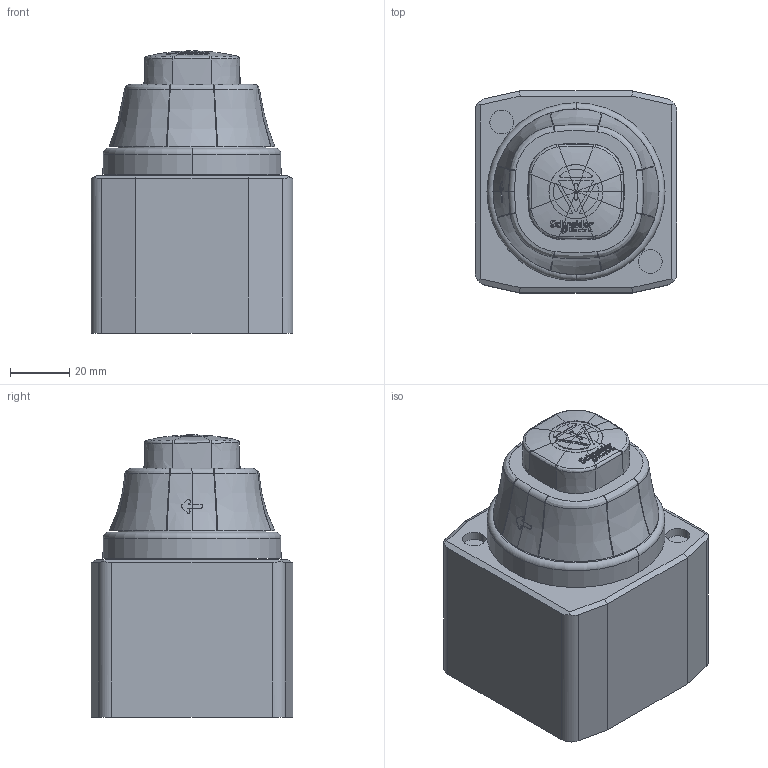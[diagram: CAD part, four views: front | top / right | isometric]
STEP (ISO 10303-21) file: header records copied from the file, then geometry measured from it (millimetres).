
FILE_DESCRIPTION((''),'2;1');
FILE_NAME('XALK84W','2021-09-29T11:19:44',('SESA105692'),('Schneider-Electric'),'CREO PARAMETRIC BY PTC INC, 2019471','CREO PARAMETRIC BY PTC INC, 2019471','');
FILE_SCHEMA(('AP242_MANAGED_MODEL_BASED_3D_ENGINEERING_MIM_LF { 1 0 10303 442 1 1 4 }'));
Products named in the file (1): XALK84W
Bounding box: 68 x 68 x 95.04 mm (x, y, z)
Volume: 315743.1 mm3; surface area: 33313.8 mm2
Topology: 1 solids, 1 shells, 571 faces, 1572 edges, 1026 vertices
Faces by surface type: plane 205, extrusion 130, bspline 126, cylinder 80, torus 16, cone 14
Entity records: 53500 total; most frequent: CARTESIAN_POINT 40324, ORIENTED_EDGE 3126, EDGE_CURVE 1563, DIRECTION 1562, B_SPLINE_CURVE_WITH_KNOTS 1102, VERTEX_POINT 1026, EDGE_LOOP 609, VECTOR 578
